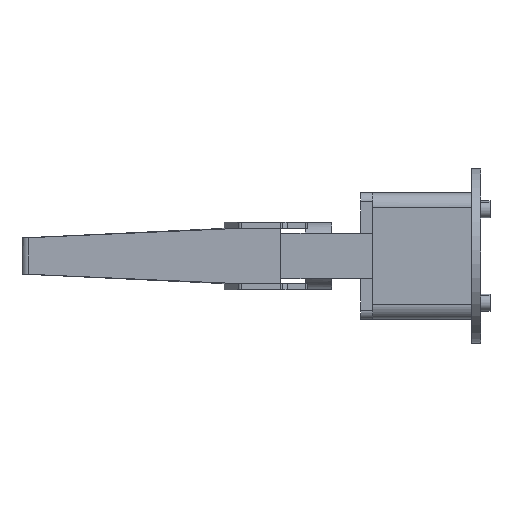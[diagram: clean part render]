
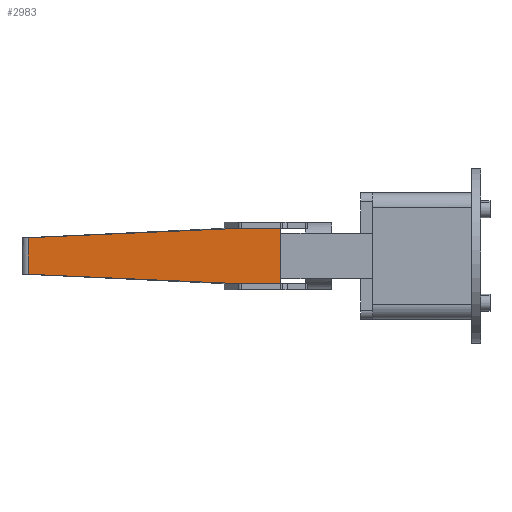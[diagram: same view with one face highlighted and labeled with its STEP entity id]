
A CAD part, left-side view. The second image highlights one B-rep face of the part: STEP entity #2983.
In plain terms, the highlighted planar face has unit normal (-1, -0.004, 0).
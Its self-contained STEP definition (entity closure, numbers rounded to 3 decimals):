
#2855=CARTESIAN_POINT('',(-46.794,20.814,70.75));
#2856=VERTEX_POINT('',#2855);
#2857=CARTESIAN_POINT('',(-46.794,20.814,89.25));
#2858=VERTEX_POINT('',#2857);
#2859=CARTESIAN_POINT('',(-46.794,20.814,70.75));
#2860=DIRECTION('',(0.,0.,1.));
#2861=VECTOR('',#2860,18.5);
#2862=LINE('',#2859,#2861);
#2863=EDGE_CURVE('',#2856,#2858,#2862,.T.);
#2937=CARTESIAN_POINT('',(-46.949,62.724,80.));
#2938=DIRECTION('',(0.004,-1.,0.));
#2939=DIRECTION('',(-1.,-0.004,0.));
#2940=AXIS2_PLACEMENT_3D('',#2937,#2939,#2938);
#2941=PLANE('',#2940);
#2942=CARTESIAN_POINT('',(-47.104,104.634,73.926));
#2943=VERTEX_POINT('',#2942);
#2944=CARTESIAN_POINT('',(-47.104,104.634,86.074));
#2945=VERTEX_POINT('',#2944);
#2946=CARTESIAN_POINT('',(-47.104,104.634,73.926));
#2947=DIRECTION('',(0.,0.,1.));
#2948=VECTOR('',#2947,12.149);
#2949=LINE('',#2946,#2948);
#2950=EDGE_CURVE('',#2943,#2945,#2949,.T.);
#2951=ORIENTED_EDGE('',*,*,#2950,.F.);
#2952=CARTESIAN_POINT('',(-46.838,32.885,70.75));
#2953=VERTEX_POINT('',#2952);
#2954=CARTESIAN_POINT('',(-47.104,104.634,73.926));
#2955=DIRECTION('',(0.004,-0.999,-0.044));
#2956=VECTOR('',#2955,71.82);
#2957=LINE('',#2954,#2956);
#2958=EDGE_CURVE('',#2943,#2953,#2957,.T.);
#2959=ORIENTED_EDGE('',*,*,#2958,.T.);
#2960=CARTESIAN_POINT('',(-46.838,32.885,70.75));
#2961=DIRECTION('',(0.004,-1.,0.));
#2962=VECTOR('',#2961,12.071);
#2963=LINE('',#2960,#2962);
#2964=EDGE_CURVE('',#2953,#2856,#2963,.T.);
#2965=ORIENTED_EDGE('',*,*,#2964,.T.);
#2966=ORIENTED_EDGE('',*,*,#2863,.T.);
#2967=CARTESIAN_POINT('',(-46.838,32.885,89.25));
#2968=VERTEX_POINT('',#2967);
#2969=CARTESIAN_POINT('',(-46.794,20.814,89.25));
#2970=DIRECTION('',(-0.004,1.,0.));
#2971=VECTOR('',#2970,12.071);
#2972=LINE('',#2969,#2971);
#2973=EDGE_CURVE('',#2858,#2968,#2972,.T.);
#2974=ORIENTED_EDGE('',*,*,#2973,.T.);
#2975=CARTESIAN_POINT('',(-46.838,32.885,89.25));
#2976=DIRECTION('',(-0.004,0.999,-0.044));
#2977=VECTOR('',#2976,71.82);
#2978=LINE('',#2975,#2977);
#2979=EDGE_CURVE('',#2968,#2945,#2978,.T.);
#2980=ORIENTED_EDGE('',*,*,#2979,.T.);
#2981=EDGE_LOOP('',(#2951,#2959,#2965,#2966,#2974,#2980));
#2982=FACE_OUTER_BOUND('',#2981,.T.);
#2983=ADVANCED_FACE('',(#2982),#2941,.T.);
